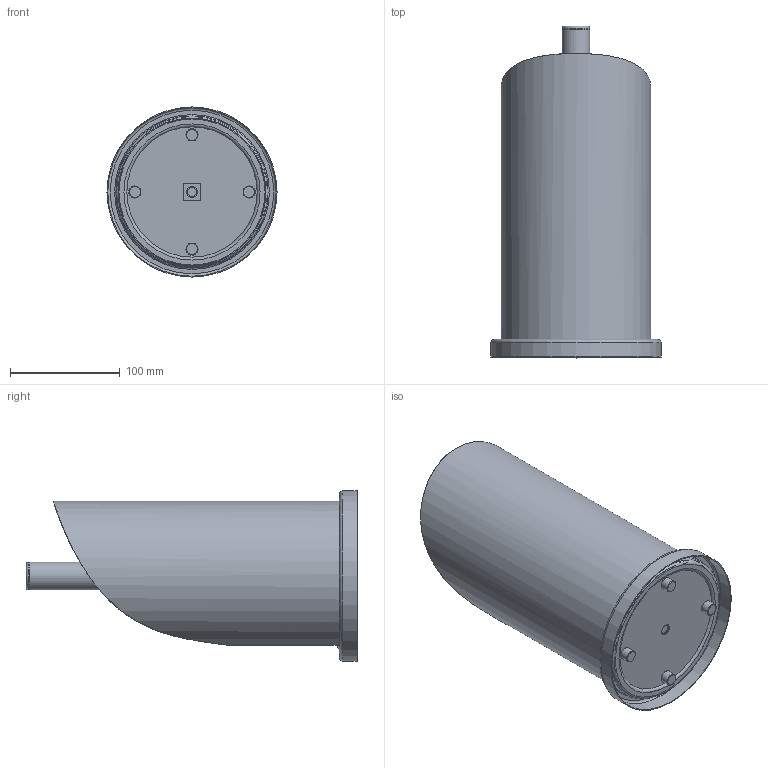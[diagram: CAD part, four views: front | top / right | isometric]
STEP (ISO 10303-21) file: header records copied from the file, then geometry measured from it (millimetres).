
FILE_DESCRIPTION(/* description */ ('Küchenrollenhalter'),/* implementation_level */ '2;1');
FILE_NAME(/* name */ '3221001-1 Kchenrollenhalter.stp',/* time_stamp */ '2024-06-13T09:14:21+02:00',/* author */ ('b.boecker'),/* organization */ (''),/* preprocessor_version */ 'ST-DEVELOPER v20',/* originating_system */ 'Autodesk Inventor 2025',/* authorisation */ '');
FILE_SCHEMA (('AUTOMOTIVE_DESIGN { 1 0 10303 214 3 1 1 }'));
Length unit declared in the file: millimetre
Products named in the file (1): 3221001-1
Bounding box: 155 x 302.3 x 155 mm (x, y, z)
Volume: 93719.7 mm3; surface area: 393881.1 mm2
Topology: 4 solids, 5 shells, 89 faces, 170 edges, 113 vertices
Faces by surface type: plane 39, cylinder 28, torus 19, cone 2, bspline 1
Full cylindrical faces by diameter (mm): 7.8 x1, 8.2 x1, 8.4 x4, 10 x2, 11 x4, 23.4 x4, 23.6 x1, 25 x2, 134 x1, 137 x1, 138.6 x1, 153.4 x1, 155 x1
Entity records: 2999 total; most frequent: CARTESIAN_POINT 1033, DIRECTION 460, ORIENTED_EDGE 327, AXIS2_PLACEMENT_3D 204, EDGE_CURVE 170, EDGE_LOOP 116, CIRCLE 115, VERTEX_POINT 113
